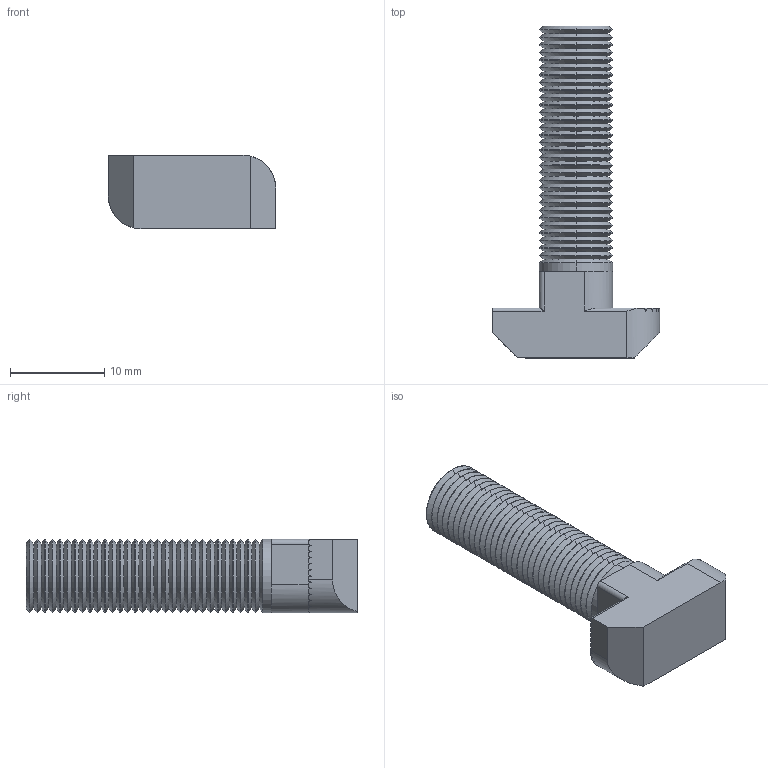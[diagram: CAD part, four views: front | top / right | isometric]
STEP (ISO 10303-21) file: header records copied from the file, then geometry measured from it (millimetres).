
FILE_DESCRIPTION (( 'STEP AP203' ), '1' );
FILE_NAME ('CE-TB8X30-8(2017).STEP', '2017-10-20T07:20:31', ( 'Windows 蚚誧' ), ( 'Users' ), 'SwSTEP 2.0', 'SolidWorks 2012', '' );
FILE_SCHEMA (( 'CONFIG_CONTROL_DESIGN' ));
Length unit declared in the file: millimetre
Products named in the file (1): CE-TB8X30-8(2017)
Bounding box: 17.8 x 35.3 x 7.8 mm (x, y, z)
Volume: 1981.9 mm3; surface area: 1683.1 mm2
Topology: 2 solids, 2 shells, 237 faces, 508 edges, 276 vertices
Faces by surface type: cone 126, cylinder 94, plane 17
Entity records: 6501 total; most frequent: CARTESIAN_POINT 1256, DIRECTION 1186, ORIENTED_EDGE 1016, EDGE_CURVE 508, AXIS2_PLACEMENT_3D 466, VERTEX_POINT 276, VECTOR 254, LINE 254
